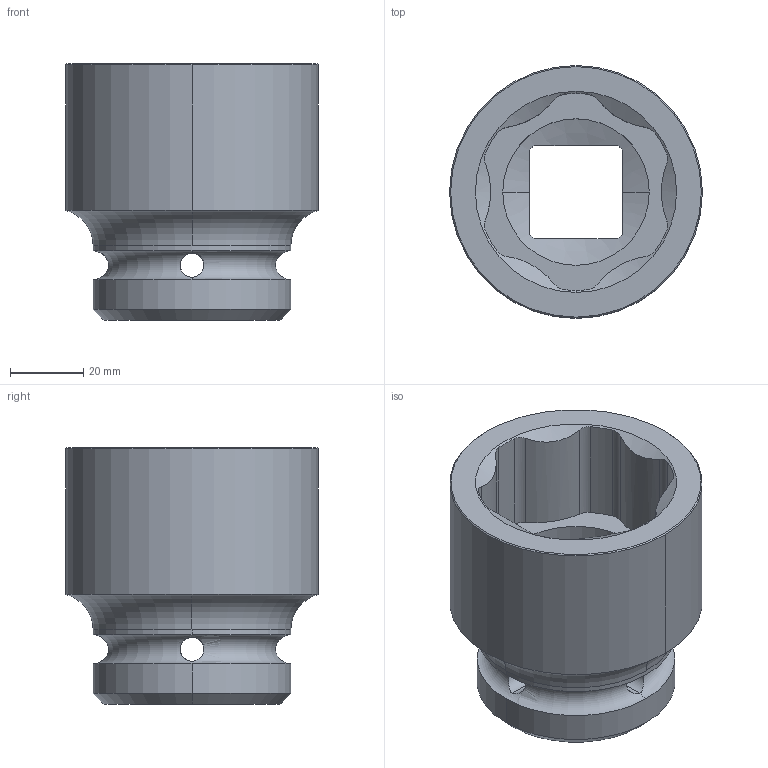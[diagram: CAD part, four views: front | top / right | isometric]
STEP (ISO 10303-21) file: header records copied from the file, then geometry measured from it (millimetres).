
FILE_DESCRIPTION((''),'2;1');
FILE_NAME('4027160846','2023-09-11T11:32:15',('a00565553'),(''),'CREO PARAMETRIC BY PTC INC, 2022414','CREO PARAMETRIC BY PTC INC, 2022414','');
FILE_SCHEMA(('CONFIG_CONTROL_DESIGN','GEOMETRIC_VALIDATION_PROPERTIES_MIM'));
Length unit declared in the file: millimetre
Products named in the file (1): 4027160846
Bounding box: 69 x 69 x 70 mm (x, y, z)
Volume: 122480.8 mm3; surface area: 28918.5 mm2
Topology: 1 solids, 1 shells, 71 faces, 190 edges, 120 vertices
Faces by surface type: cylinder 44, cone 12, plane 11, torus 4
Entity records: 2620 total; most frequent: CARTESIAN_POINT 717, ORIENTED_EDGE 380, DIRECTION 378, EDGE_CURVE 190, AXIS2_PLACEMENT_3D 157, VERTEX_POINT 120, CIRCLE 86, EDGE_LOOP 80
